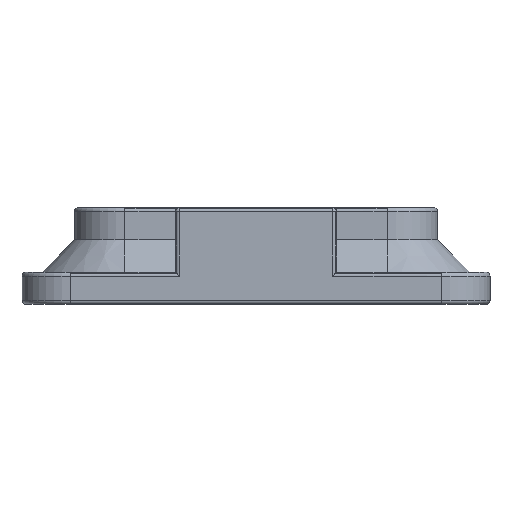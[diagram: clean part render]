
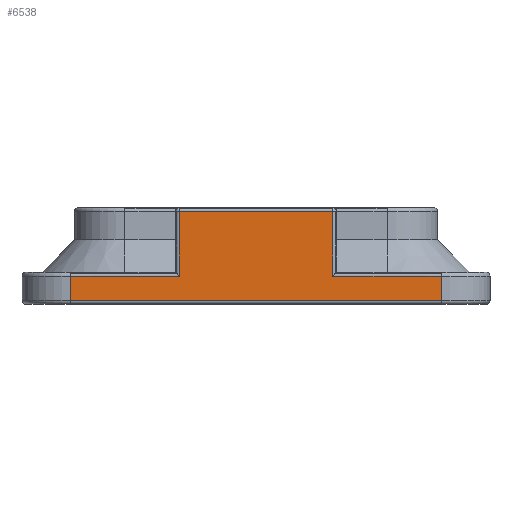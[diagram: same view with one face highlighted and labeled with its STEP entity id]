
A CAD part, left-side view. The second image highlights one B-rep face of the part: STEP entity #6538.
In plain terms, the highlighted planar face has unit normal (-1, 0, 0).
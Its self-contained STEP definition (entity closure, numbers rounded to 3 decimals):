
#4683=CARTESIAN_POINT('',(-64.5,9.5,11.5));
#4684=VERTEX_POINT('',#4683);
#4717=CARTESIAN_POINT('',(-64.5,-9.5,11.5));
#4718=VERTEX_POINT('',#4717);
#4752=CARTESIAN_POINT('',(-64.5,-9.5,3.5));
#4753=VERTEX_POINT('',#4752);
#4754=CARTESIAN_POINT('',(-64.5,-9.5,11.5));
#4755=DIRECTION('',(0.0,0.0,-1.0));
#4756=VECTOR('',#4755,8.);
#4757=LINE('',#4754,#4756);
#4758=EDGE_CURVE('',#4718,#4753,#4757,.T.);
#4793=CARTESIAN_POINT('',(-64.5,-23.,3.5));
#4794=VERTEX_POINT('',#4793);
#4844=CARTESIAN_POINT('',(-64.5,-9.5,3.5));
#4845=DIRECTION('',(0.0,-1.0,0.0));
#4846=VECTOR('',#4845,13.5);
#4847=LINE('',#4844,#4846);
#4848=EDGE_CURVE('',#4753,#4794,#4847,.T.);
#4912=CARTESIAN_POINT('',(-64.5,9.5,11.5));
#4913=DIRECTION('',(0.0,-1.0,0.0));
#4914=VECTOR('',#4913,19.);
#4915=LINE('',#4912,#4914);
#4916=EDGE_CURVE('',#4684,#4718,#4915,.T.);
#4940=CARTESIAN_POINT('',(-64.5,9.5,3.5));
#4941=VERTEX_POINT('',#4940);
#4949=CARTESIAN_POINT('',(-64.5,9.5,3.5));
#4950=DIRECTION('',(0.0,0.0,1.0));
#4951=VECTOR('',#4950,8.0);
#4952=LINE('',#4949,#4951);
#4953=EDGE_CURVE('',#4941,#4684,#4952,.T.);
#5018=CARTESIAN_POINT('',(-64.5,23.,3.5));
#5019=VERTEX_POINT('',#5018);
#5027=CARTESIAN_POINT('',(-64.5,23.,3.5));
#5028=DIRECTION('',(0.0,-1.0,0.0));
#5029=VECTOR('',#5028,13.5);
#5030=LINE('',#5027,#5029);
#5031=EDGE_CURVE('',#5019,#4941,#5030,.T.);
#5438=CARTESIAN_POINT('',(-64.5,-23.,0.5));
#5439=VERTEX_POINT('',#5438);
#5440=CARTESIAN_POINT('',(-64.5,-23.,0.5));
#5441=DIRECTION('',(0.0,0.0,1.0));
#5442=VECTOR('',#5441,3.);
#5443=LINE('',#5440,#5442);
#5444=EDGE_CURVE('',#5439,#4794,#5443,.T.);
#5914=CARTESIAN_POINT('',(-64.5,23.,0.5));
#5915=VERTEX_POINT('',#5914);
#5943=CARTESIAN_POINT('',(-64.5,-23.,0.5));
#5944=DIRECTION('',(0.0,1.0,0.0));
#5945=VECTOR('',#5944,46.);
#5946=LINE('',#5943,#5945);
#5947=EDGE_CURVE('',#5439,#5915,#5946,.T.);
#6518=CARTESIAN_POINT('',(-64.5,-23.,0.0));
#6519=DIRECTION('',(-1.0,0.0,0.0));
#6520=DIRECTION('',(0.0,0.0,1.0));
#6521=AXIS2_PLACEMENT_3D('',#6518,#6519,#6520);
#6522=PLANE('',#6521);
#6523=ORIENTED_EDGE('',*,*,#5031,.F.);
#6524=CARTESIAN_POINT('',(-64.5,23.,0.5));
#6525=DIRECTION('',(0.0,0.0,1.0));
#6526=VECTOR('',#6525,3.);
#6527=LINE('',#6524,#6526);
#6528=EDGE_CURVE('',#5915,#5019,#6527,.T.);
#6529=ORIENTED_EDGE('',*,*,#6528,.F.);
#6530=ORIENTED_EDGE('',*,*,#5947,.F.);
#6531=ORIENTED_EDGE('',*,*,#5444,.T.);
#6532=ORIENTED_EDGE('',*,*,#4848,.F.);
#6533=ORIENTED_EDGE('',*,*,#4758,.F.);
#6534=ORIENTED_EDGE('',*,*,#4916,.F.);
#6535=ORIENTED_EDGE('',*,*,#4953,.F.);
#6536=EDGE_LOOP('',(#6523,#6529,#6530,#6531,#6532,#6533,#6534,#6535));
#6537=FACE_OUTER_BOUND('',#6536,.T.);
#6538=ADVANCED_FACE('',(#6537),#6522,.T.);
